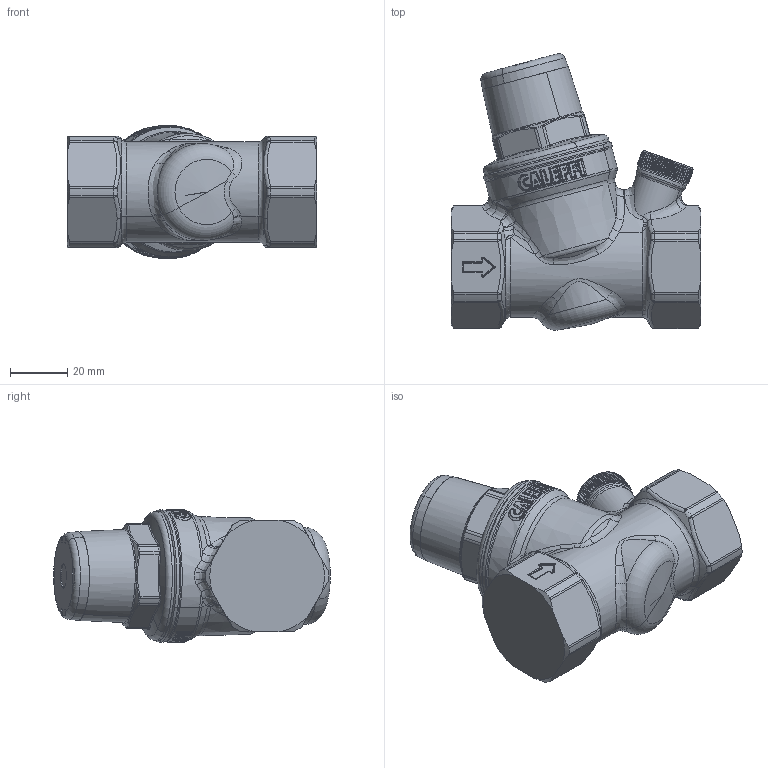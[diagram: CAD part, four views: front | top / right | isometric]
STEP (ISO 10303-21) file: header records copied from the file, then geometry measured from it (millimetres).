
FILE_DESCRIPTION(('CATIA V5 STEP Exchange'),'2;1');
FILE_NAME('STEP_533461H_-_TST.stp','2019-10-31T10:33:39+00:00',('none'),('none'),'CATIA Version 5-6 Release 2016 SP4','CATIA V5 STEP AP203','none');
FILE_SCHEMA(('CONFIG_CONTROL_DESIGN'));
Products named in the file (1): 533461H - TST
Bounding box: 87 x 96.45 x 46.4 mm (x, y, z)
Volume: 172250.3 mm3; surface area: 21856.9 mm2
Topology: 1 solids, 1 shells, 1776 faces, 4425 edges, 2499 vertices
Faces by surface type: bspline 732, plane 433, cylinder 319, sphere 158, torus 69, cone 55, revolution 10
Entity records: 92297 total; most frequent: CARTESIAN_POINT 59518, ORIENTED_EDGE 8504, EDGE_CURVE 4252, DIRECTION 3551, VERTEX_POINT 2499, B_SPLINE_CURVE_WITH_KNOTS 2329, EDGE_LOOP 1797, ADVANCED_FACE 1776
